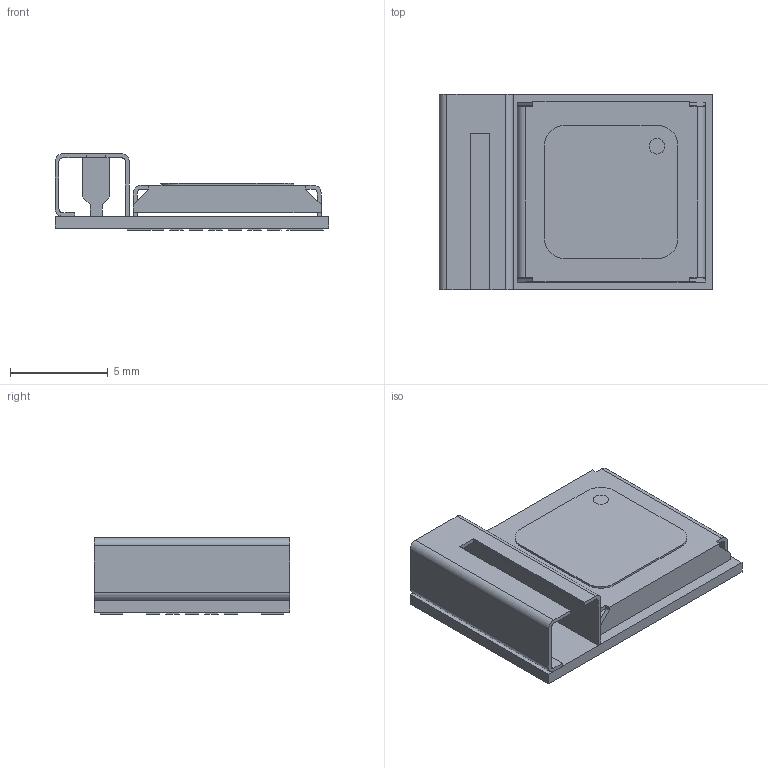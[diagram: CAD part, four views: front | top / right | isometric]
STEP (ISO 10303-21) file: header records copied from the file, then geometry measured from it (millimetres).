
FILE_DESCRIPTION(/* description */ (''),/* implementation_level */ '2;1');
FILE_NAME(/* name */ 'Nina-W102.step',/* time_stamp */ '2019-12-28T13:03:54-05:00',/* author */ (''),/* organization */ (''),/* preprocessor_version */ 'ST-DEVELOPER v18',/* originating_system */ 'Autodesk Translation Framework v8.12.0.6',/* authorisation */ '');
FILE_SCHEMA (('AUTOMOTIVE_DESIGN { 1 0 10303 214 3 1 1 }'));
Length unit declared in the file: millimetre
Products named in the file (1): Nina-W102
Bounding box: 14 x 10 x 3.9 mm (x, y, z)
Volume: 136.8 mm3; surface area: 943 mm2
Topology: 35 solids, 35 shells, 264 faces, 578 edges, 384 vertices
Faces by surface type: plane 248, cylinder 16
Full cylindrical faces by diameter (mm): 0.8 x2
Entity records: 7140 total; most frequent: CARTESIAN_POINT 1227, ORIENTED_EDGE 1156, DIRECTION 1140, EDGE_CURVE 578, LINE 546, VECTOR 546, VERTEX_POINT 384, AXIS2_PLACEMENT_3D 297
